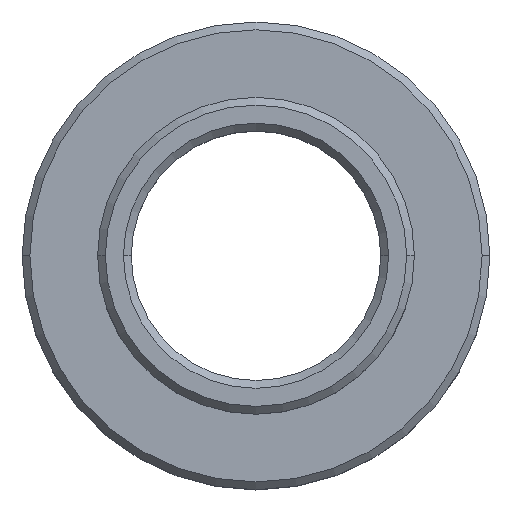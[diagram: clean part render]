
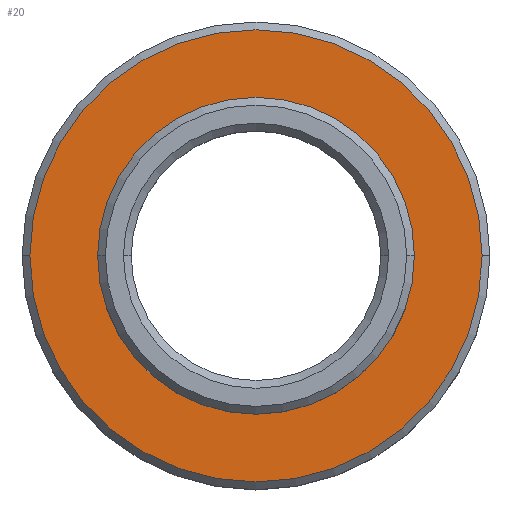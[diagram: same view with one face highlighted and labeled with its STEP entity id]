
A CAD part, top view. The second image highlights one B-rep face of the part: STEP entity #20.
In plain terms, the highlighted planar face has unit normal (0, 0, 1).
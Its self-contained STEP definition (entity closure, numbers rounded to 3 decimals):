
#2 = EDGE_LOOP ( 'NONE', ( #14, #247 ) ) ;
#4 = ORIENTED_EDGE ( 'NONE', *, *, #41, .F. ) ;
#11 = ORIENTED_EDGE ( 'NONE', *, *, #189, .F. ) ;
#14 = ORIENTED_EDGE ( 'NONE', *, *, #15, .T. ) ;
#15 = EDGE_CURVE ( 'NONE', #184, #171, #248, .T. ) ;
#20 = ADVANCED_FACE ( 'NONE', ( #256, #466 ), #264, .F. ) ;
#24 = EDGE_LOOP ( 'NONE', ( #11, #4 ) ) ;
#41 = EDGE_CURVE ( 'NONE', #207, #206, #330, .T. ) ;
#169 = EDGE_CURVE ( 'NONE', #171, #184, #627, .T. ) ;
#171 = VERTEX_POINT ( 'NONE', #625 ) ;
#184 = VERTEX_POINT ( 'NONE', #478 ) ;
#189 = EDGE_CURVE ( 'NONE', #206, #207, #471, .T. ) ;
#206 = VERTEX_POINT ( 'NONE', #568 ) ;
#207 = VERTEX_POINT ( 'NONE', #603 ) ;
#247 = ORIENTED_EDGE ( 'NONE', *, *, #169, .T. ) ;
#248 = CIRCLE ( 'NONE', #257, 14.5 ) ;
#252 = AXIS2_PLACEMENT_3D ( 'NONE', #260, #462, #461 ) ;
#256 = FACE_OUTER_BOUND ( 'NONE', #2, .T. ) ;
#257 = AXIS2_PLACEMENT_3D ( 'NONE', #469, #468, #467 ) ;
#260 = CARTESIAN_POINT ( 'NONE',  ( 0., 9., -4.5 ) ) ;
#264 = PLANE ( 'NONE',  #252 ) ;
#322 = DIRECTION ( 'NONE',  ( 1., 0., 0. ) ) ;
#323 = DIRECTION ( 'NONE',  ( 0., 0., 1. ) ) ;
#324 = CARTESIAN_POINT ( 'NONE',  ( 0., 0., -4.5 ) ) ;
#325 = AXIS2_PLACEMENT_3D ( 'NONE', #324, #323, #322 ) ;
#330 = CIRCLE ( 'NONE', #325, 9. ) ;
#461 = DIRECTION ( 'NONE',  ( -1., 0., 0. ) ) ;
#462 = DIRECTION ( 'NONE',  ( 0., 0., -1. ) ) ;
#466 = FACE_BOUND ( 'NONE', #24, .T. ) ;
#467 = DIRECTION ( 'NONE',  ( -1., 0., 0. ) ) ;
#468 = DIRECTION ( 'NONE',  ( 0., 0., 1. ) ) ;
#469 = CARTESIAN_POINT ( 'NONE',  ( 0., 0., -4.5 ) ) ;
#471 = CIRCLE ( 'NONE', #479, 9. ) ;
#478 = CARTESIAN_POINT ( 'NONE',  ( -14.5, 0., -4.5 ) ) ;
#479 = AXIS2_PLACEMENT_3D ( 'NONE', #567, #566, #565 ) ;
#543 = AXIS2_PLACEMENT_3D ( 'NONE', #619, #618, #617 ) ;
#565 = DIRECTION ( 'NONE',  ( 1., 0., 0. ) ) ;
#566 = DIRECTION ( 'NONE',  ( 0., 0., 1. ) ) ;
#567 = CARTESIAN_POINT ( 'NONE',  ( 0., 0., -4.5 ) ) ;
#568 = CARTESIAN_POINT ( 'NONE',  ( 9., 0., -4.5 ) ) ;
#603 = CARTESIAN_POINT ( 'NONE',  ( -9., 0., -4.5 ) ) ;
#617 = DIRECTION ( 'NONE',  ( -1., 0., 0. ) ) ;
#618 = DIRECTION ( 'NONE',  ( 0., 0., 1. ) ) ;
#619 = CARTESIAN_POINT ( 'NONE',  ( 0., 0., -4.5 ) ) ;
#625 = CARTESIAN_POINT ( 'NONE',  ( 14.5, 0., -4.5 ) ) ;
#627 = CIRCLE ( 'NONE', #543, 14.5 ) ;
